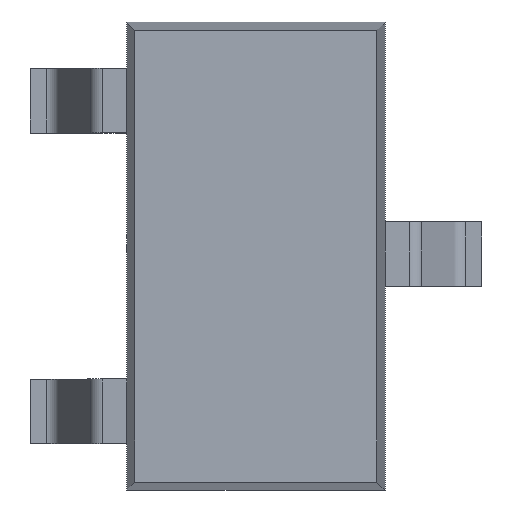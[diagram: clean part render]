
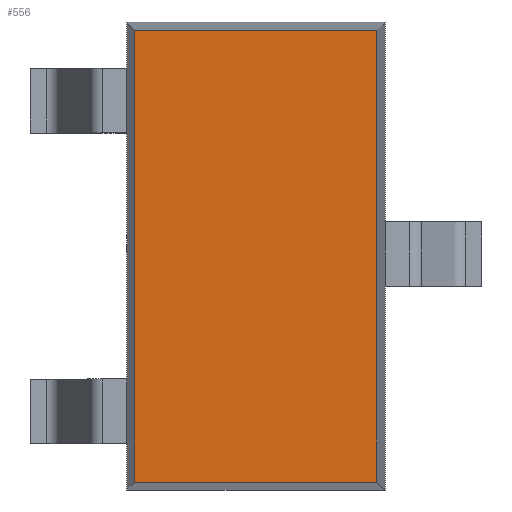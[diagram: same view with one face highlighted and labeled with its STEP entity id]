
A CAD part, top view. The second image highlights one B-rep face of the part: STEP entity #556.
In plain terms, the highlighted planar face has unit normal (0, 0, 1).
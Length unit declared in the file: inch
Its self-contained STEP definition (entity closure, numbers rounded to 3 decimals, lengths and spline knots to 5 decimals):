
#116 = B_SPLINE_SURFACE_WITH_KNOTS('',1,1,(
    (#117,#118)
    ,(#119,#120
  )),.UNSPECIFIED.,.F.,.F.,.F.,(2,2),(2,2),(0.,1.6),(0.,1.),
  .PIECEWISE_BEZIER_KNOTS.);
#117 = CARTESIAN_POINT('',(-0.0315,0.05709,
    0.02042));
#118 = CARTESIAN_POINT('',(-0.0296,0.05504,
    0.04207));
#119 = CARTESIAN_POINT('',(0.0315,0.05709,
    0.02042));
#120 = CARTESIAN_POINT('',(0.02945,0.05504,
    0.04207));
#219 = B_SPLINE_SURFACE_WITH_KNOTS('',1,1,(
    (#220,#221)
    ,(#222,#223
  )),.UNSPECIFIED.,.F.,.F.,.F.,(2,2),(2,2),(0.,2.9),(0.,1.),
  .PIECEWISE_BEZIER_KNOTS.);
#220 = CARTESIAN_POINT('',(0.0315,0.05709,
    0.02042));
#221 = CARTESIAN_POINT('',(0.02945,0.05504,
    0.04207));
#222 = CARTESIAN_POINT('',(0.0315,-0.05709,
    0.02042));
#223 = CARTESIAN_POINT('',(0.02945,-0.05519,
    0.04207));
#293 = B_SPLINE_SURFACE_WITH_KNOTS('',1,1,(
    (#294,#295)
    ,(#296,#297
  )),.UNSPECIFIED.,.F.,.F.,.F.,(2,2),(2,2),(0.,1.6),(0.,1.),
  .PIECEWISE_BEZIER_KNOTS.);
#294 = CARTESIAN_POINT('',(0.0315,-0.05709,
    0.02042));
#295 = CARTESIAN_POINT('',(0.02945,-0.05519,
    0.04207));
#296 = CARTESIAN_POINT('',(-0.0315,-0.05709,
    0.02042));
#297 = CARTESIAN_POINT('',(-0.0296,-0.05519,
    0.04207));
#344 = B_SPLINE_SURFACE_WITH_KNOTS('',1,1,(
    (#345,#346)
    ,(#347,#348
  )),.UNSPECIFIED.,.F.,.F.,.F.,(2,2),(2,2),(0.,2.9),(0.,1.),
  .PIECEWISE_BEZIER_KNOTS.);
#345 = CARTESIAN_POINT('',(-0.0315,-0.05709,
    0.02042));
#346 = CARTESIAN_POINT('',(-0.0296,-0.05519,
    0.04207));
#347 = CARTESIAN_POINT('',(-0.0315,0.05709,
    0.02042));
#348 = CARTESIAN_POINT('',(-0.0296,0.05504,
    0.04207));
#362 = VERTEX_POINT('',#363);
#363 = CARTESIAN_POINT('',(0.02945,0.05504,
    0.04207));
#383 = EDGE_CURVE('',#384,#362,#386,.T.);
#384 = VERTEX_POINT('',#385);
#385 = CARTESIAN_POINT('',(-0.0296,0.05504,
    0.04207));
#386 = SURFACE_CURVE('',#387,(#391,#397),.PCURVE_S1.);
#387 = LINE('',#388,#389);
#388 = CARTESIAN_POINT('',(-0.0296,0.05504,
    0.04207));
#389 = VECTOR('',#390,0.03937);
#390 = DIRECTION('',(1.,0.,0.));
#391 = PCURVE('',#116,#392);
#392 = DEFINITIONAL_REPRESENTATION('',(#393),#396);
#393 = B_SPLINE_CURVE_WITH_KNOTS('',1,(#394,#395),.UNSPECIFIED.,.F.,.F.,
  (2,2),(0.,1.5),.PIECEWISE_BEZIER_KNOTS.);
#394 = CARTESIAN_POINT('',(0.,1.));
#395 = CARTESIAN_POINT('',(1.6,1.));
#396 = ( GEOMETRIC_REPRESENTATION_CONTEXT(2) 
PARAMETRIC_REPRESENTATION_CONTEXT() REPRESENTATION_CONTEXT('2D SPACE',''
  ) );
#397 = PCURVE('',#398,#403);
#398 = PLANE('',#399);
#399 = AXIS2_PLACEMENT_3D('',#400,#401,#402);
#400 = CARTESIAN_POINT('',(-0.0296,0.05504,
    0.04207));
#401 = DIRECTION('',(-0.,0.,1.));
#402 = DIRECTION('',(0.472,-0.881,0.));
#403 = DEFINITIONAL_REPRESENTATION('',(#404),#408);
#404 = LINE('',#405,#406);
#405 = CARTESIAN_POINT('',(0.,0.));
#406 = VECTOR('',#407,1.);
#407 = DIRECTION('',(0.472,0.881));
#408 = ( GEOMETRIC_REPRESENTATION_CONTEXT(2) 
PARAMETRIC_REPRESENTATION_CONTEXT() REPRESENTATION_CONTEXT('2D SPACE',''
  ) );
#435 = VERTEX_POINT('',#436);
#436 = CARTESIAN_POINT('',(0.02945,-0.05519,
    0.04207));
#456 = EDGE_CURVE('',#362,#435,#457,.T.);
#457 = SURFACE_CURVE('',#458,(#462,#468),.PCURVE_S1.);
#458 = LINE('',#459,#460);
#459 = CARTESIAN_POINT('',(0.02945,0.05504,
    0.04207));
#460 = VECTOR('',#461,0.03937);
#461 = DIRECTION('',(0.,-1.,0.));
#462 = PCURVE('',#219,#463);
#463 = DEFINITIONAL_REPRESENTATION('',(#464),#467);
#464 = B_SPLINE_CURVE_WITH_KNOTS('',1,(#465,#466),.UNSPECIFIED.,.F.,.F.,
  (2,2),(0.,2.8),.PIECEWISE_BEZIER_KNOTS.);
#465 = CARTESIAN_POINT('',(0.,1.));
#466 = CARTESIAN_POINT('',(2.9,1.));
#467 = ( GEOMETRIC_REPRESENTATION_CONTEXT(2) 
PARAMETRIC_REPRESENTATION_CONTEXT() REPRESENTATION_CONTEXT('2D SPACE',''
  ) );
#468 = PCURVE('',#398,#469);
#469 = DEFINITIONAL_REPRESENTATION('',(#470),#474);
#470 = LINE('',#471,#472);
#471 = CARTESIAN_POINT('',(0.028,0.052));
#472 = VECTOR('',#473,1.);
#473 = DIRECTION('',(0.881,-0.472));
#474 = ( GEOMETRIC_REPRESENTATION_CONTEXT(2) 
PARAMETRIC_REPRESENTATION_CONTEXT() REPRESENTATION_CONTEXT('2D SPACE',''
  ) );
#482 = VERTEX_POINT('',#483);
#483 = CARTESIAN_POINT('',(-0.0296,-0.05519,
    0.04207));
#503 = EDGE_CURVE('',#435,#482,#504,.T.);
#504 = SURFACE_CURVE('',#505,(#509,#515),.PCURVE_S1.);
#505 = LINE('',#506,#507);
#506 = CARTESIAN_POINT('',(0.02945,-0.05519,
    0.04207));
#507 = VECTOR('',#508,0.03937);
#508 = DIRECTION('',(-1.,0.,0.));
#509 = PCURVE('',#293,#510);
#510 = DEFINITIONAL_REPRESENTATION('',(#511),#514);
#511 = B_SPLINE_CURVE_WITH_KNOTS('',1,(#512,#513),.UNSPECIFIED.,.F.,.F.,
  (2,2),(0.,1.5),.PIECEWISE_BEZIER_KNOTS.);
#512 = CARTESIAN_POINT('',(0.,1.));
#513 = CARTESIAN_POINT('',(1.6,1.));
#514 = ( GEOMETRIC_REPRESENTATION_CONTEXT(2) 
PARAMETRIC_REPRESENTATION_CONTEXT() REPRESENTATION_CONTEXT('2D SPACE',''
  ) );
#515 = PCURVE('',#398,#516);
#516 = DEFINITIONAL_REPRESENTATION('',(#517),#521);
#517 = LINE('',#518,#519);
#518 = CARTESIAN_POINT('',(0.125,0.));
#519 = VECTOR('',#520,1.);
#520 = DIRECTION('',(-0.472,-0.881));
#521 = ( GEOMETRIC_REPRESENTATION_CONTEXT(2) 
PARAMETRIC_REPRESENTATION_CONTEXT() REPRESENTATION_CONTEXT('2D SPACE',''
  ) );
#529 = EDGE_CURVE('',#482,#384,#530,.T.);
#530 = SURFACE_CURVE('',#531,(#535,#541),.PCURVE_S1.);
#531 = LINE('',#532,#533);
#532 = CARTESIAN_POINT('',(-0.0296,-0.05519,
    0.04207));
#533 = VECTOR('',#534,0.03937);
#534 = DIRECTION('',(0.,1.,0.));
#535 = PCURVE('',#344,#536);
#536 = DEFINITIONAL_REPRESENTATION('',(#537),#540);
#537 = B_SPLINE_CURVE_WITH_KNOTS('',1,(#538,#539),.UNSPECIFIED.,.F.,.F.,
  (2,2),(0.,2.8),.PIECEWISE_BEZIER_KNOTS.);
#538 = CARTESIAN_POINT('',(0.,1.));
#539 = CARTESIAN_POINT('',(2.9,1.));
#540 = ( GEOMETRIC_REPRESENTATION_CONTEXT(2) 
PARAMETRIC_REPRESENTATION_CONTEXT() REPRESENTATION_CONTEXT('2D SPACE',''
  ) );
#541 = PCURVE('',#398,#542);
#542 = DEFINITIONAL_REPRESENTATION('',(#543),#547);
#543 = LINE('',#544,#545);
#544 = CARTESIAN_POINT('',(0.097,-0.052));
#545 = VECTOR('',#546,1.);
#546 = DIRECTION('',(-0.881,0.472));
#547 = ( GEOMETRIC_REPRESENTATION_CONTEXT(2) 
PARAMETRIC_REPRESENTATION_CONTEXT() REPRESENTATION_CONTEXT('2D SPACE',''
  ) );
#556 = ADVANCED_FACE('',(#557),#398,.T.);
#557 = FACE_BOUND('',#558,.F.);
#558 = EDGE_LOOP('',(#559,#560,#561,#562));
#559 = ORIENTED_EDGE('',*,*,#383,.T.);
#560 = ORIENTED_EDGE('',*,*,#456,.T.);
#561 = ORIENTED_EDGE('',*,*,#503,.T.);
#562 = ORIENTED_EDGE('',*,*,#529,.T.);
